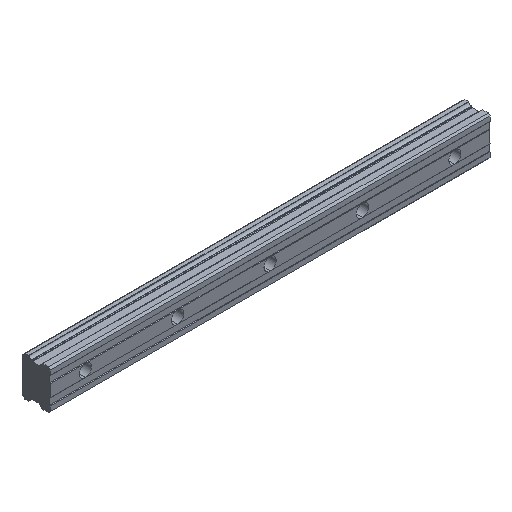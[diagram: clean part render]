
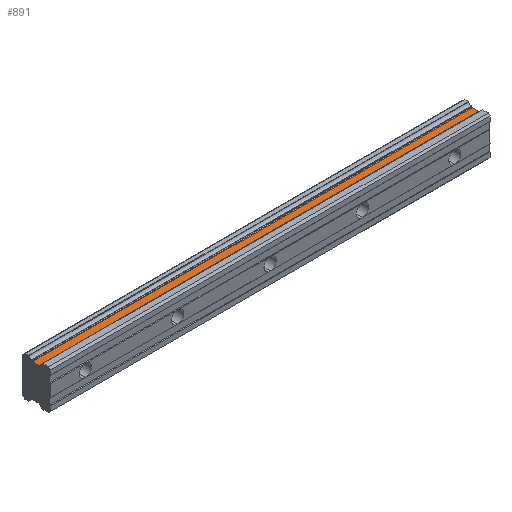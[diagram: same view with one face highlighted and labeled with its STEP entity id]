
A CAD part, isometric view. The second image highlights one B-rep face of the part: STEP entity #891.
In plain terms, the highlighted planar face has unit normal (0, 0, 1).
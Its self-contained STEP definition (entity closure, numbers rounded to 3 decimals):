
#62 = LINE ( 'NONE', #954, #1673 ) ;
#74 = CARTESIAN_POINT ( 'NONE',  ( -40., 24.422, 18.75 ) ) ;
#124 = EDGE_CURVE ( 'NONE', #928, #1300, #776, .T. ) ;
#173 = CARTESIAN_POINT ( 'NONE',  ( 460., 19.939, 18.75 ) ) ;
#224 = VERTEX_POINT ( 'NONE', #2245 ) ;
#351 = VECTOR ( 'NONE', #1547, 1000. ) ;
#419 = CARTESIAN_POINT ( 'NONE',  ( 460., 24.422, 18.75 ) ) ;
#579 = PLANE ( 'NONE',  #1407 ) ;
#592 = EDGE_CURVE ( 'NONE', #1300, #224, #62, .T. ) ;
#667 = EDGE_LOOP ( 'NONE', ( #1234, #771, #2133, #1538 ) ) ;
#686 = CARTESIAN_POINT ( 'NONE',  ( 460., 19.939, 18.75 ) ) ;
#752 = CARTESIAN_POINT ( 'NONE',  ( 460., 12.664, 18.75 ) ) ;
#761 = DIRECTION ( 'NONE',  ( -1., 0., 0. ) ) ;
#771 = ORIENTED_EDGE ( 'NONE', *, *, #124, .F. ) ;
#776 = LINE ( 'NONE', #419, #1668 ) ;
#891 = ADVANCED_FACE ( 'NONE', ( #1111 ), #579, .F. ) ;
#928 = VERTEX_POINT ( 'NONE', #1493 ) ;
#954 = CARTESIAN_POINT ( 'NONE',  ( 460., 12.664, 18.75 ) ) ;
#1081 = LINE ( 'NONE', #686, #2004 ) ;
#1111 = FACE_OUTER_BOUND ( 'NONE', #667, .T. ) ;
#1234 = ORIENTED_EDGE ( 'NONE', *, *, #592, .F. ) ;
#1300 = VERTEX_POINT ( 'NONE', #752 ) ;
#1407 = AXIS2_PLACEMENT_3D ( 'NONE', #173, #1648, #2227 ) ;
#1454 = EDGE_CURVE ( 'NONE', #1814, #224, #1537, .T. ) ;
#1493 = CARTESIAN_POINT ( 'NONE',  ( 460., 19.939, 18.75 ) ) ;
#1500 = DIRECTION ( 'NONE',  ( 0., -1., 0. ) ) ;
#1537 = LINE ( 'NONE', #74, #351 ) ;
#1538 = ORIENTED_EDGE ( 'NONE', *, *, #1454, .T. ) ;
#1547 = DIRECTION ( 'NONE',  ( 0., -1., 0. ) ) ;
#1648 = DIRECTION ( 'NONE',  ( 0., 0., -1. ) ) ;
#1668 = VECTOR ( 'NONE', #1500, 1000. ) ;
#1673 = VECTOR ( 'NONE', #761, 1000. ) ;
#1814 = VERTEX_POINT ( 'NONE', #2268 ) ;
#2004 = VECTOR ( 'NONE', #2363, 1000. ) ;
#2133 = ORIENTED_EDGE ( 'NONE', *, *, #2203, .F. ) ;
#2203 = EDGE_CURVE ( 'NONE', #1814, #928, #1081, .T. ) ;
#2227 = DIRECTION ( 'NONE',  ( 0., 1., 0. ) ) ;
#2245 = CARTESIAN_POINT ( 'NONE',  ( -40., 12.664, 18.75 ) ) ;
#2268 = CARTESIAN_POINT ( 'NONE',  ( -40., 19.939, 18.75 ) ) ;
#2363 = DIRECTION ( 'NONE',  ( 1., 0., 0. ) ) ;
